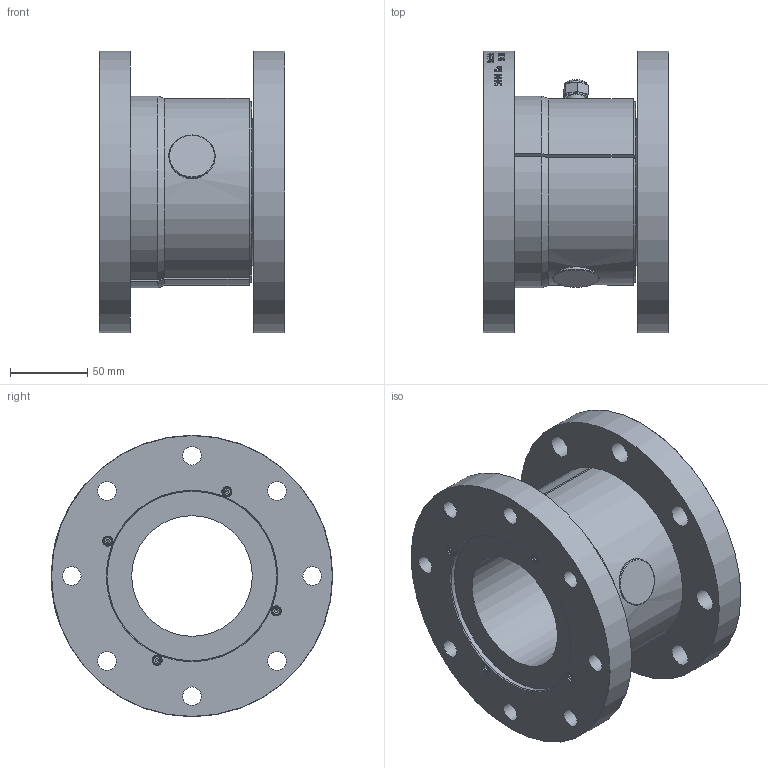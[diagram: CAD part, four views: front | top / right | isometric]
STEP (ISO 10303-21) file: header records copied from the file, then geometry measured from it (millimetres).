
FILE_DESCRIPTION (( 'STEP AP203' ), '1' );
FILE_NAME ('125-116-000-011_EF.STEP', '2021-02-10T08:38:02', ( 'magtroladmin' ), ( 'Hewlett-Packard Company' ), 'SwSTEP 2.0', 'SolidWorks 2021', '' );
FILE_SCHEMA (( 'CONFIG_CONTROL_DESIGN' ));
Products named in the file (1): 125-116-000-011_EF
Bounding box: 120 x 182 x 182 mm (x, y, z)
Surface area: 196425.3 mm2 (no closed solid volume)
Topology: 0 solids, 107 shells, 278 faces, 3285 edges, 3106 vertices
Faces by surface type: cylinder 153, plane 75, cone 23, bspline 19, torus 8
Full cylindrical faces by diameter (mm): 6.5 x4, 8 x1, 12 x8, 12.5 x1, 14.5 x8, 15 x2, 30 x2, 78 x1, 90 x1, 110 x2, 182 x2
Entity records: 56194 total; most frequent: CARTESIAN_POINT 38345, ORIENTED_EDGE 3482, EDGE_CURVE 3222, VERTEX_POINT 3092, B_SPLINE_CURVE_WITH_KNOTS 2311, DIRECTION 1899, AXIS2_PLACEMENT_3D 728, EDGE_LOOP 509
